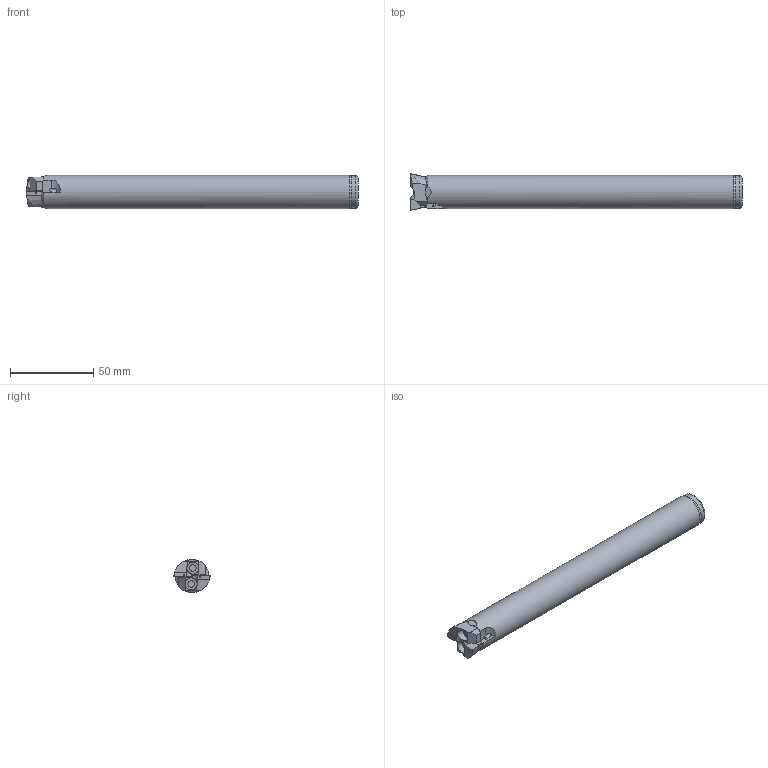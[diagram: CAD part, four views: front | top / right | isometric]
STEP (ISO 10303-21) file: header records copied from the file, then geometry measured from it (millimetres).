
FILE_DESCRIPTION(/* description */ (''),/* implementation_level */ '2;1');
FILE_NAME(/* name */ 'ABHR-D22x28-W20-L200-CC06.stp',/* time_stamp */ '2023-10-12T10:39:39+03:00',/* author */ (''),/* organization */ (''),/* preprocessor_version */ 'ST-DEVELOPER v19.4',/* originating_system */ 'SIEMENS PLM Software NX2306.3001',/* authorisation */ '');
FILE_SCHEMA (('AP203_CONFIGURATION_CONTROLLED_3D_DESIGN_OF_MECHANICAL_PARTS_AND_ASSEMBLIES_MIM_LF { 1 0 10303 403 2 1 2}'));
Length unit declared in the file: millimetre
Products named in the file (1): model1
Bounding box: 200 x 21.99 x 20 mm (x, y, z)
Volume: 61168.6 mm3; surface area: 13872.8 mm2
Topology: 3 solids, 3 shells, 104 faces, 290 edges, 192 vertices
Faces by surface type: plane 64, cylinder 22, cone 17, torus 1
Full cylindrical faces by diameter (mm): 2.5 x2, 4 x2, 7.2 x2, 19.5 x1, 20 x1
Entity records: 4145 total; most frequent: CARTESIAN_POINT 739, ORIENTED_EDGE 540, DIRECTION 526, EDGE_CURVE 270, VERTEX_POINT 186, AXIS2_PLACEMENT_3D 185, LINE 156, VECTOR 156
